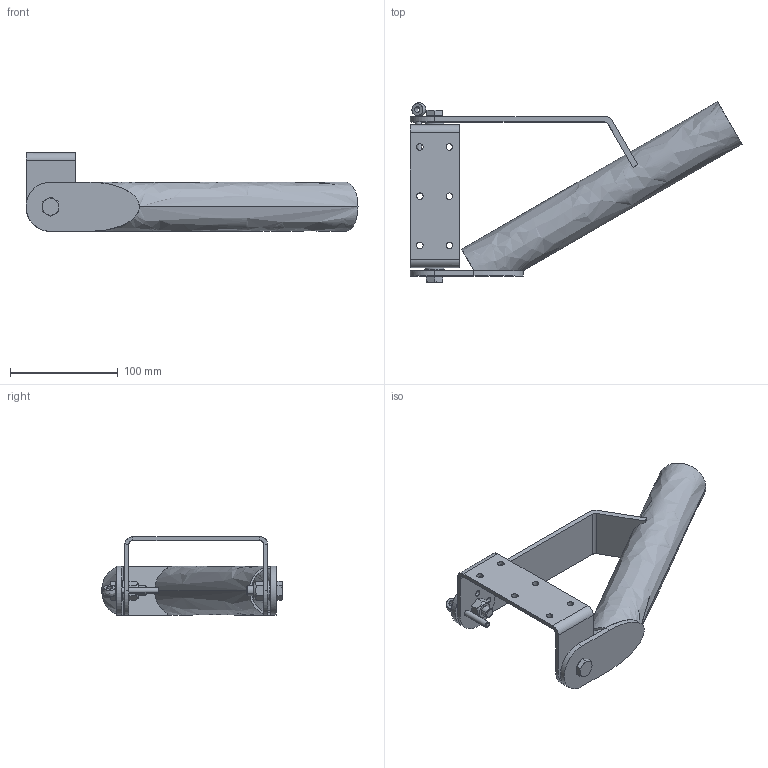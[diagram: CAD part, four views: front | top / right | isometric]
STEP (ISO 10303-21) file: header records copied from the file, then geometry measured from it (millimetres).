
FILE_DESCRIPTION(('FreeCAD Model'),'2;1');
FILE_NAME('Open CASCADE Shape Model','2025-05-03T09:18:29',('FreeCAD'),( 'FreeCAD'),'Open CASCADE STEP processor 7.6','FreeCAD','Unknown');
FILE_SCHEMA(('AUTOMOTIVE_DESIGN { 1 0 10303 214 1 1 1 1 }'));
Length unit declared in the file: millimetre
Products named in the file (1): Open CASCADE STEP translator 7.6 1
Bounding box: 308.58 x 167.92 x 73.19 mm (x, y, z)
Volume: 205377.5 mm3; surface area: 138036.6 mm2
Topology: 11 solids, 11 shells, 201 faces, 467 edges, 291 vertices
Faces by surface type: bspline 201
Entity records: 6029 total; most frequent: CARTESIAN_POINT 3326, ORIENTED_EDGE 930, EDGE_CURVE 465, VERTEX_POINT 291, FACE_BOUND 248, EDGE_LOOP 248, B_SPLINE_CURVE_WITH_KNOTS 207, ADVANCED_FACE 201
